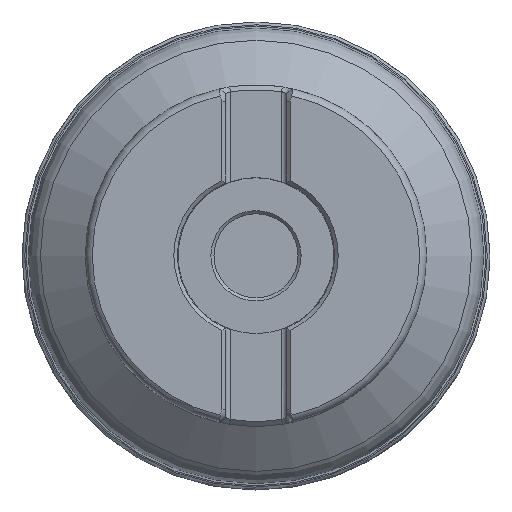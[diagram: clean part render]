
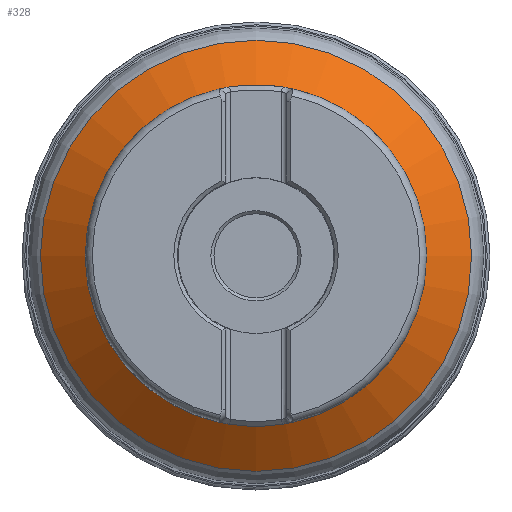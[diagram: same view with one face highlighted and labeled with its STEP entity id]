
A CAD part, top view. The second image highlights one B-rep face of the part: STEP entity #328.
In plain terms, the highlighted conical face has half-angle 53 degrees and reference radius 25.8 mm.
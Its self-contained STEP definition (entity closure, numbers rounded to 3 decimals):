
#252=CONICAL_SURFACE('',#1452,25.8,53.);
#328=ADVANCED_FACE('',(#436,#437),#252,.T.);
#436=FACE_BOUND('',#556,.T.);
#437=FACE_BOUND('',#557,.T.);
#556=EDGE_LOOP('',(#757));
#557=EDGE_LOOP('',(#758));
#757=ORIENTED_EDGE('',*,*,#1158,.T.);
#758=ORIENTED_EDGE('',*,*,#1159,.T.);
#1029=VERTEX_POINT('',#2495);
#1030=VERTEX_POINT('',#2497);
#1158=EDGE_CURVE('',#1029,#1029,#1265,.T.);
#1159=EDGE_CURVE('',#1030,#1030,#1266,.T.);
#1265=CIRCLE('',#1450,35.109);
#1266=CIRCLE('',#1451,26.795);
#1450=AXIS2_PLACEMENT_3D('',#2494,#1635,#1636);
#1451=AXIS2_PLACEMENT_3D('',#2496,#1637,#1638);
#1452=AXIS2_PLACEMENT_3D('',#2498,#1639,#1640);
#1635=DIRECTION('',(0.,0.,1.));
#1636=DIRECTION('',(1.,0.,0.));
#1637=DIRECTION('',(0.,0.,-1.));
#1638=DIRECTION('',(-1.,0.,0.));
#1639=DIRECTION('',(0.,0.,-1.));
#1640=DIRECTION('',(-1.,0.,0.));
#2494=CARTESIAN_POINT('',(0.,0.,25.478));
#2495=CARTESIAN_POINT('',(35.109,0.,25.478));
#2496=CARTESIAN_POINT('',(0.,0.,31.743));
#2497=CARTESIAN_POINT('',(-26.795,0.,31.743));
#2498=CARTESIAN_POINT('',(0.,0.,32.493));
